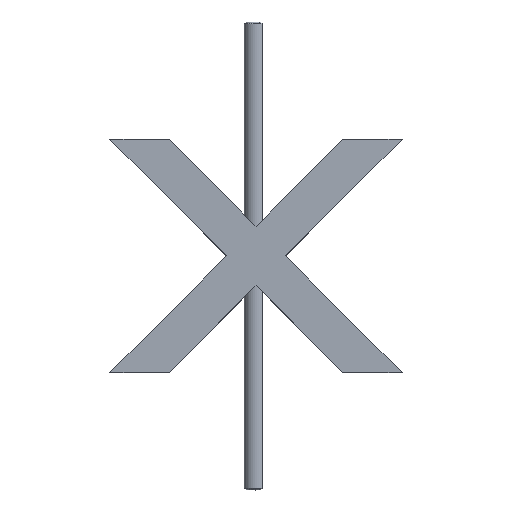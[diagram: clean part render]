
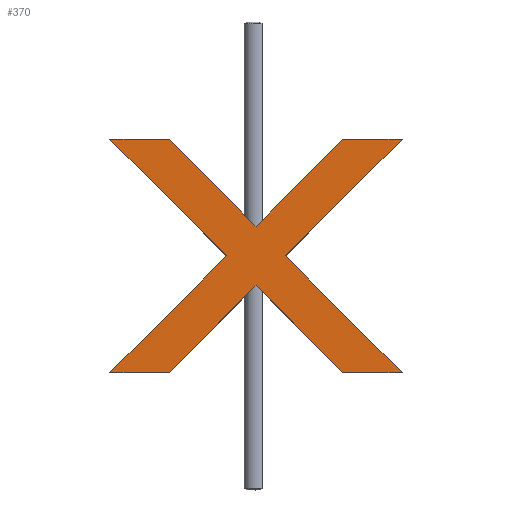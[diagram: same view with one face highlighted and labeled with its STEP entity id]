
A CAD part, top view. The second image highlights one B-rep face of the part: STEP entity #370.
In plain terms, the highlighted planar face has unit normal (0, 0, 1).
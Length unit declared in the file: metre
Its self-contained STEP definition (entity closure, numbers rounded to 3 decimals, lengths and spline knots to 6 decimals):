
#71=ORIENTED_EDGE('',*,*,#125,.T.);
#72=ORIENTED_EDGE('',*,*,#129,.T.);
#73=ORIENTED_EDGE('',*,*,#132,.T.);
#74=ORIENTED_EDGE('',*,*,#135,.T.);
#75=ORIENTED_EDGE('',*,*,#138,.T.);
#76=ORIENTED_EDGE('',*,*,#141,.T.);
#77=ORIENTED_EDGE('',*,*,#144,.T.);
#78=ORIENTED_EDGE('',*,*,#147,.T.);
#79=ORIENTED_EDGE('',*,*,#150,.T.);
#80=ORIENTED_EDGE('',*,*,#153,.T.);
#81=ORIENTED_EDGE('',*,*,#156,.T.);
#82=ORIENTED_EDGE('',*,*,#158,.T.);
#125=EDGE_CURVE('',#176,#175,#207,.T.);
#129=EDGE_CURVE('',#175,#178,#211,.T.);
#132=EDGE_CURVE('',#178,#180,#214,.T.);
#135=EDGE_CURVE('',#180,#182,#217,.T.);
#138=EDGE_CURVE('',#182,#184,#220,.T.);
#141=EDGE_CURVE('',#184,#186,#223,.T.);
#144=EDGE_CURVE('',#186,#188,#226,.T.);
#147=EDGE_CURVE('',#188,#190,#229,.T.);
#150=EDGE_CURVE('',#190,#192,#232,.T.);
#153=EDGE_CURVE('',#192,#194,#235,.T.);
#156=EDGE_CURVE('',#194,#196,#238,.T.);
#158=EDGE_CURVE('',#196,#176,#240,.T.);
#175=VERTEX_POINT('',#532);
#176=VERTEX_POINT('',#534);
#178=VERTEX_POINT('',#540);
#180=VERTEX_POINT('',#546);
#182=VERTEX_POINT('',#552);
#184=VERTEX_POINT('',#558);
#186=VERTEX_POINT('',#564);
#188=VERTEX_POINT('',#570);
#190=VERTEX_POINT('',#576);
#192=VERTEX_POINT('',#582);
#194=VERTEX_POINT('',#588);
#196=VERTEX_POINT('',#594);
#207=LINE('',#533,#252);
#211=LINE('',#541,#256);
#214=LINE('',#547,#259);
#217=LINE('',#553,#262);
#220=LINE('',#559,#265);
#223=LINE('',#565,#268);
#226=LINE('',#571,#271);
#229=LINE('',#577,#274);
#232=LINE('',#583,#277);
#235=LINE('',#589,#280);
#238=LINE('',#595,#283);
#240=LINE('',#598,#285);
#252=VECTOR('',#435,1.);
#256=VECTOR('',#441,1.);
#259=VECTOR('',#446,1.);
#262=VECTOR('',#451,1.);
#265=VECTOR('',#456,1.);
#268=VECTOR('',#461,1.);
#271=VECTOR('',#466,1.);
#274=VECTOR('',#471,1.);
#277=VECTOR('',#476,1.);
#280=VECTOR('',#481,1.);
#283=VECTOR('',#486,1.);
#285=VECTOR('',#490,1.);
#307=EDGE_LOOP('',(#71,#72,#73,#74,#75,#76,#77,#78,#79,#80,#81,#82));
#329=FACE_BOUND('',#307,.T.);
#351=PLANE('',#416);
#370=ADVANCED_FACE('',(#329),#351,.T.);
#416=AXIS2_PLACEMENT_3D('',#599,#491,#492);
#435=DIRECTION('',(-1.,0.,0.));
#441=DIRECTION('',(0.707,-0.707,0.));
#446=DIRECTION('',(-0.707,-0.707,0.));
#451=DIRECTION('',(1.,0.,0.));
#456=DIRECTION('',(0.707,0.707,0.));
#461=DIRECTION('',(0.707,-0.707,0.));
#466=DIRECTION('',(1.,0.,0.));
#471=DIRECTION('',(-0.707,0.707,0.));
#476=DIRECTION('',(0.707,0.707,0.));
#481=DIRECTION('',(-1.,0.,0.));
#486=DIRECTION('',(-0.707,-0.707,0.));
#490=DIRECTION('',(-0.707,0.707,0.));
#491=DIRECTION('',(0.,0.,1.));
#492=DIRECTION('',(1.,0.,0.));
#532=CARTESIAN_POINT('',(-0.031217,0.024896,0.0125));
#533=CARTESIAN_POINT('',(-0.024874,0.024896,0.0125));
#534=CARTESIAN_POINT('',(-0.018531,0.024896,0.0125));
#540=CARTESIAN_POINT('',(-0.006321,0.,0.0125));
#541=CARTESIAN_POINT('',(-0.018769,0.012448,0.0125));
#546=CARTESIAN_POINT('',(-0.031217,-0.024896,0.0125));
#547=CARTESIAN_POINT('',(-0.018769,-0.012448,0.0125));
#552=CARTESIAN_POINT('',(-0.018531,-0.024896,0.0125));
#553=CARTESIAN_POINT('',(-0.024874,-0.024896,0.0125));
#558=CARTESIAN_POINT('',(0.,-0.006365,0.0125));
#559=CARTESIAN_POINT('',(-0.009266,-0.015631,0.0125));
#564=CARTESIAN_POINT('',(0.018531,-0.024896,0.0125));
#565=CARTESIAN_POINT('',(0.009266,-0.015631,0.0125));
#570=CARTESIAN_POINT('',(0.031217,-0.024896,0.0125));
#571=CARTESIAN_POINT('',(0.024874,-0.024896,0.0125));
#576=CARTESIAN_POINT('',(0.006321,0.,0.0125));
#577=CARTESIAN_POINT('',(0.018769,-0.012448,0.0125));
#582=CARTESIAN_POINT('',(0.031217,0.024896,0.0125));
#583=CARTESIAN_POINT('',(0.018769,0.012448,0.0125));
#588=CARTESIAN_POINT('',(0.018531,0.024896,0.0125));
#589=CARTESIAN_POINT('',(0.024874,0.024896,0.0125));
#594=CARTESIAN_POINT('',(0.,0.006365,0.0125));
#595=CARTESIAN_POINT('',(0.009266,0.015631,0.0125));
#598=CARTESIAN_POINT('',(-0.009266,0.015631,0.0125));
#599=CARTESIAN_POINT('',(0.,0.,0.0125));
